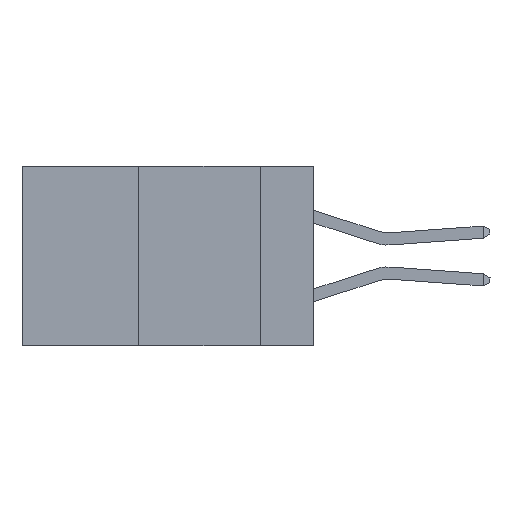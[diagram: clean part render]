
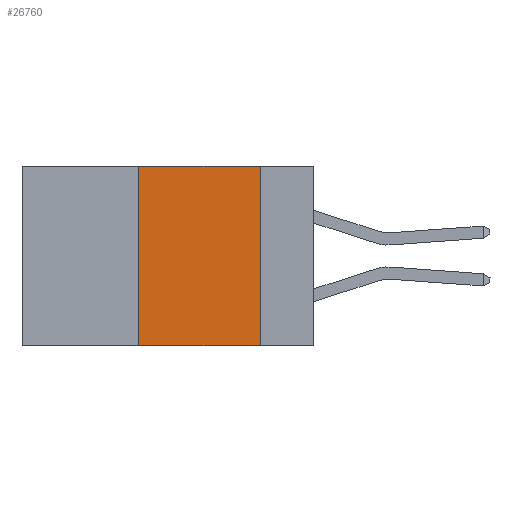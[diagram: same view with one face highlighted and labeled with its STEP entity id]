
A CAD part, left-side view. The second image highlights one B-rep face of the part: STEP entity #26760.
In plain terms, the highlighted planar face has unit normal (-1, 0, 0).
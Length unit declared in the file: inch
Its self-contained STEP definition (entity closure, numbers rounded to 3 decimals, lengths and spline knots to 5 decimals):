
#715 = VECTOR ( 'NONE', #5411, 39.37008 ) ;
#1155 = CARTESIAN_POINT ( 'NONE',  ( 0., 0.6, 0. ) ) ;
#2107 = ORIENTED_EDGE ( 'NONE', *, *, #5365, .F. ) ;
#2266 = CARTESIAN_POINT ( 'NONE',  ( 0., 0.36, -0.37 ) ) ;
#2853 = CARTESIAN_POINT ( 'NONE',  ( 0., 0.11, 0. ) ) ;
#4336 = LINE ( 'NONE', #36800, #715 ) ;
#4957 = LINE ( 'NONE', #1155, #36734 ) ;
#5365 = EDGE_CURVE ( 'NONE', #34715, #17651, #4957, .T. ) ;
#5411 = DIRECTION ( 'NONE',  ( 0., 0., 1. ) ) ;
#5901 = VECTOR ( 'NONE', #14498, 39.37008 ) ;
#7050 = DIRECTION ( 'NONE',  ( 0., -1., 0. ) ) ;
#7401 = FACE_OUTER_BOUND ( 'NONE', #33614, .T. ) ;
#8029 = DIRECTION ( 'NONE',  ( 1., 0., 0. ) ) ;
#8990 = ORIENTED_EDGE ( 'NONE', *, *, #14693, .F. ) ;
#10049 = EDGE_CURVE ( 'NONE', #36351, #35541, #28390, .T. ) ;
#10780 = DIRECTION ( 'NONE',  ( 0., 0., -1. ) ) ;
#13790 = CARTESIAN_POINT ( 'NONE',  ( 0., 0.6, 0. ) ) ;
#14438 = ORIENTED_EDGE ( 'NONE', *, *, #32957, .F. ) ;
#14498 = DIRECTION ( 'NONE',  ( 0., 0., -1. ) ) ;
#14693 = EDGE_CURVE ( 'NONE', #36351, #34715, #4336, .T. ) ;
#15935 = CARTESIAN_POINT ( 'NONE',  ( 0., 0.6, -0.37 ) ) ;
#17171 = AXIS2_PLACEMENT_3D ( 'NONE', #13790, #8029, #10780 ) ;
#17651 = VERTEX_POINT ( 'NONE', #2853 ) ;
#24183 = CARTESIAN_POINT ( 'NONE',  ( 0., 0.11, -0.37 ) ) ;
#24639 = DIRECTION ( 'NONE',  ( 0., -1., 0. ) ) ;
#25251 = VECTOR ( 'NONE', #24639, 39.37008 ) ;
#26760 = ADVANCED_FACE ( 'NONE', ( #7401 ), #27920, .F. ) ;
#27920 = PLANE ( 'NONE',  #17171 ) ;
#28390 = LINE ( 'NONE', #15935, #25251 ) ;
#28852 = ORIENTED_EDGE ( 'NONE', *, *, #10049, .T. ) ;
#31438 = LINE ( 'NONE', #34625, #5901 ) ;
#32957 = EDGE_CURVE ( 'NONE', #17651, #35541, #31438, .T. ) ;
#33614 = EDGE_LOOP ( 'NONE', ( #14438, #2107, #8990, #28852 ) ) ;
#34341 = CARTESIAN_POINT ( 'NONE',  ( 0., 0.36, 0. ) ) ;
#34625 = CARTESIAN_POINT ( 'NONE',  ( 0., 0.11, 0. ) ) ;
#34715 = VERTEX_POINT ( 'NONE', #34341 ) ;
#35541 = VERTEX_POINT ( 'NONE', #24183 ) ;
#36351 = VERTEX_POINT ( 'NONE', #2266 ) ;
#36734 = VECTOR ( 'NONE', #7050, 39.37008 ) ;
#36800 = CARTESIAN_POINT ( 'NONE',  ( 0., 0.36, 0. ) ) ;
